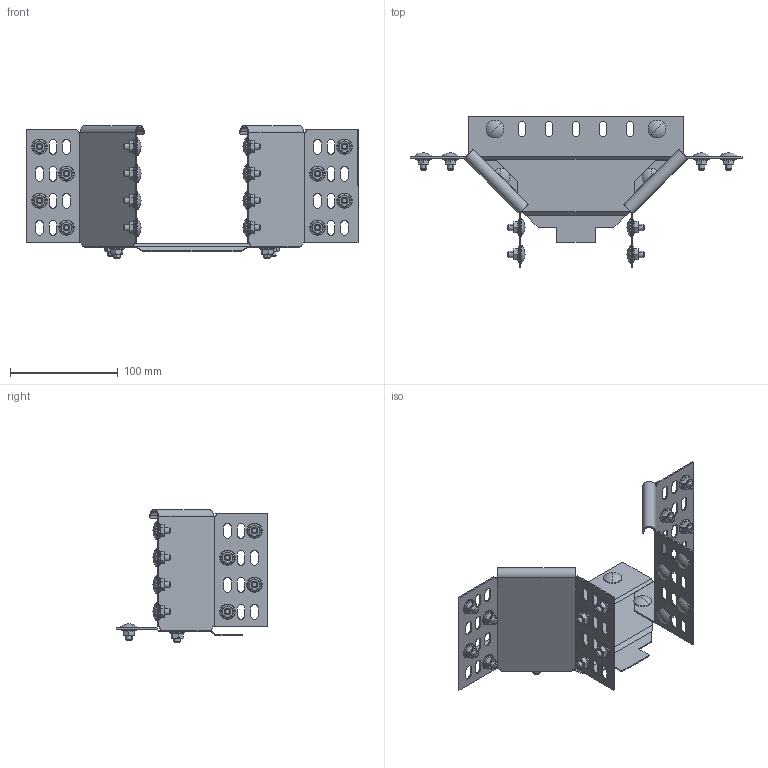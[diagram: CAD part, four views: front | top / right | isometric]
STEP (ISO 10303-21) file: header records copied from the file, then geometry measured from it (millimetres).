
FILE_DESCRIPTION (( 'STEP AP214' ), '1' );
FILE_NAME ('7002637.STEP', '2019-11-13T08:09:27', ( '' ), ( '' ), 'SwSTEP 2.0', 'SolidWorks 2018', '' );
FILE_SCHEMA (( 'AUTOMOTIVE_DESIGN' ));
Length unit declared in the file: millimetre
Products named in the file (5): KTS 07.049-001_Winkelverbinder 90ø; 7002637; 011463_Bodenblech NB 100; 020342_DIN 603 M6x12; 020262_DIN EN 1661 - M6
Assembly tree (43 placements, depth 2):
  7002637
    011463_Bodenblech NB 100
    KTS 07.049-001_Winkelverbinder 90ø  x2
    020342_DIN 603 M6x12  x20
    020262_DIN EN 1661 - M6  x20
Bounding box: 307.48 x 140.76 x 122.78 mm (x, y, z)
Volume: 89623.8 mm3; surface area: 136530.6 mm2
Topology: 43 solids, 43 shells, 1513 faces, 3633 edges, 2226 vertices
Faces by surface type: plane 497, cylinder 426, cone 380, bspline 130, sphere 40, torus 40
Entity records: 9722 total; most frequent: CARTESIAN_POINT 2223, ORIENTED_EDGE 1500, DIRECTION 1446, EDGE_CURVE 750, VERTEX_POINT 489, AXIS2_PLACEMENT_3D 488, LINE 470, VECTOR 470
